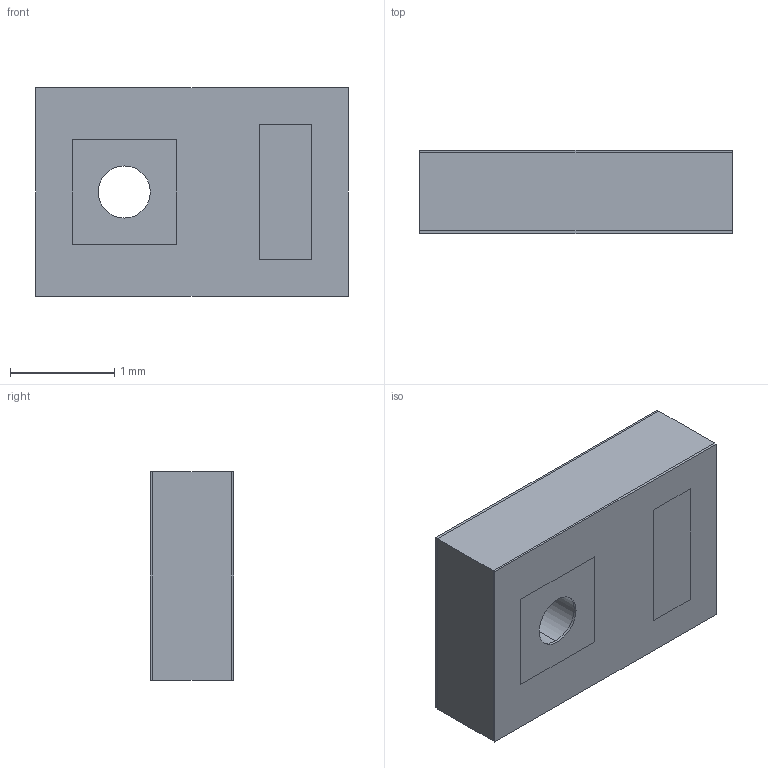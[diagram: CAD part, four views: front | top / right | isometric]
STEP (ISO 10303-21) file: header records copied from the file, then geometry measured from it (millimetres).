
FILE_DESCRIPTION (( 'STEP AP214' ), '1' );
FILE_NAME ('NN02-101.STEP', '2021-06-24T01:19:26', ( '' ), ( '' ), 'SwSTEP 2.0', 'SolidWorks 2017', '' );
FILE_SCHEMA (( 'AUTOMOTIVE_DESIGN' ));
Length unit declared in the file: millimetre
Products named in the file (1): NN02-101
Bounding box: 3 x 0.8 x 2 mm (x, y, z)
Volume: 4.6 mm3; surface area: 44.9 mm2
Topology: 6 solids, 6 shells, 70 faces, 174 edges, 116 vertices
Faces by surface type: plane 64, cylinder 6
Entity records: 2153 total; most frequent: CARTESIAN_POINT 361, ORIENTED_EDGE 348, DIRECTION 328, EDGE_CURVE 174, VECTOR 162, LINE 162, VERTEX_POINT 116, AXIS2_PLACEMENT_3D 83
